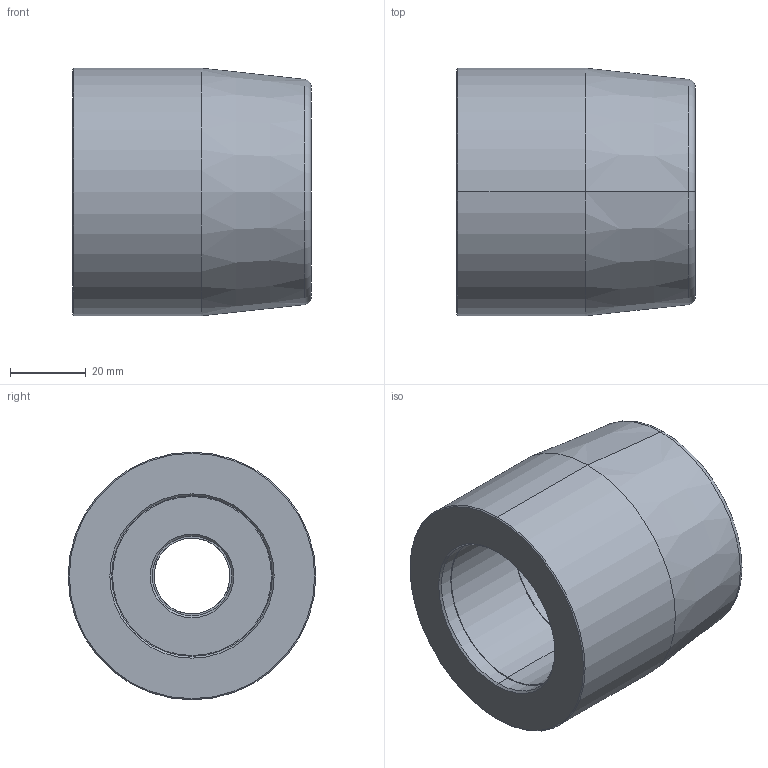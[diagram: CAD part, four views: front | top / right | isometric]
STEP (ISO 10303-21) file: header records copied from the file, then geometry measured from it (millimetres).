
FILE_DESCRIPTION (( 'STEP AP214' ), '1' );
FILE_NAME ('U1906349-48.STEP', '2017-07-26T06:14:15', ( 'compete' ), ( 'Hewlett-Packard Company' ), 'SwSTEP 2.0', 'SolidWorks 2017', '' );
FILE_SCHEMA (( 'AUTOMOTIVE_DESIGN' ));
Length unit declared in the file: millimetre
Products named in the file (6): Skraber_CH56 PT 20 X 30 X 5,8; U1906349-48; Adapter_U19xxx49-48_A2_1063-A1; Leje_MU B TFP 202315; Stempelstangstætning_EB2002N3580; Oring_ORING 21,89 X 2,62
Assembly tree (5 placements, depth 2):
  U1906349-48
    Adapter_U19xxx49-48_A2_1063-A1
    Leje_MU B TFP 202315
    Skraber_CH56 PT 20 X 30 X 5,8
    Oring_ORING 21,89 X 2,62
    Stempelstangstætning_EB2002N3580
Bounding box: 63 x 65.4 x 65.4 mm (x, y, z)
Volume: 147953.8 mm3; surface area: 31513.3 mm2
Topology: 5 solids, 5 shells, 93 faces, 186 edges, 108 vertices
Faces by surface type: cylinder 34, cone 24, torus 20, plane 15
Entity records: 2708 total; most frequent: DIRECTION 516, CARTESIAN_POINT 395, ORIENTED_EDGE 372, AXIS2_PLACEMENT_3D 229, EDGE_CURVE 186, CIRCLE 128, VERTEX_POINT 108, EDGE_LOOP 108
